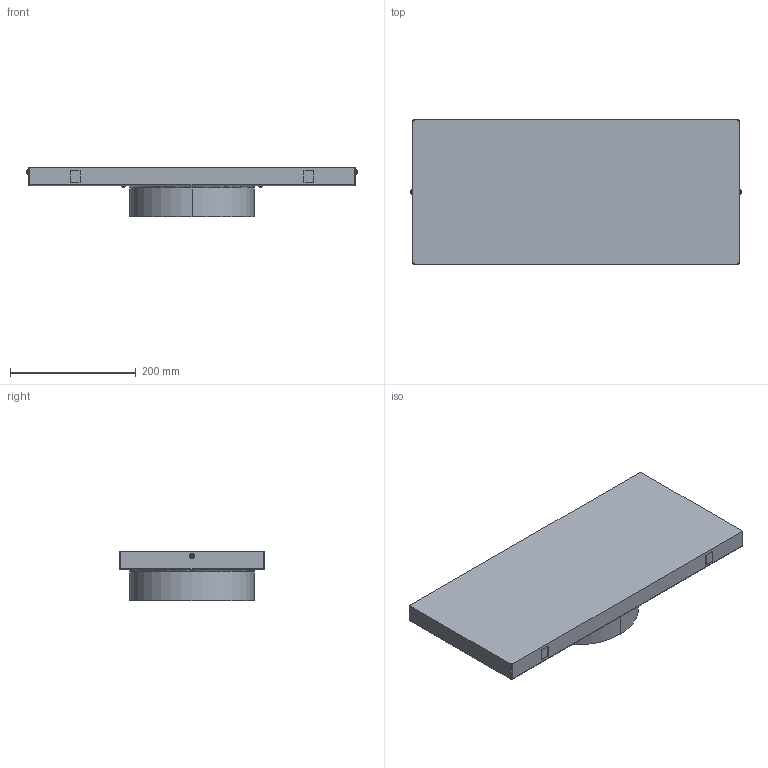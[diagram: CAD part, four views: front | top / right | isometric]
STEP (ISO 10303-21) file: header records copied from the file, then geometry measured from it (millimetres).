
FILE_DESCRIPTION(('CATIA V5 STEP Exchange','CAx-IF Rec.Pracs.--- Model Styling and Organization---1.4--- 2014-01-23','CAx-IF Rec.Pracs.---3D Tessellated Data Validation Properties---0.5---2014-09-14'),'2;1');
FILE_NAME('STEP_AIR400585_-_TST.stp','2021-03-30T07:39:07+00:00',('none'),('none'),'CATIA Version 5-6 Release 2019 SP3','CATIA V5 STEP AP242 v1','none');
FILE_SCHEMA(('AP242_MANAGED_MODEL_BASED_3D_ENGINEERING_MIM_LF {1 0 10303 442 1 1 4}'));
Length unit declared in the file: millimetre
Products named in the file (1): AIR400585 - TST
Bounding box: 526.5 x 230 x 79.2 mm (x, y, z)
Volume: 5102286.2 mm3; surface area: 313724.5 mm2
Topology: 1 solids, 1 shells, 603 faces, 1424 edges, 766 vertices
Faces by surface type: cylinder 186, plane 149, torus 132, sphere 88, bspline 48
Entity records: 18657 total; most frequent: CARTESIAN_POINT 6403, ORIENTED_EDGE 2704, DIRECTION 2044, EDGE_CURVE 1352, AXIS2_PLACEMENT_3D 1092, VERTEX_POINT 766, EDGE_LOOP 618, CIRCLE 616
